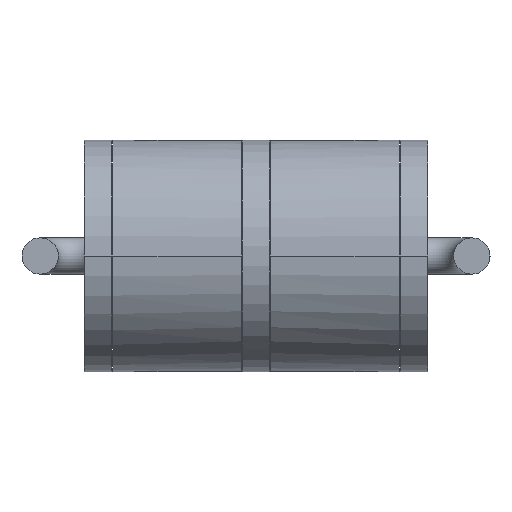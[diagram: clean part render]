
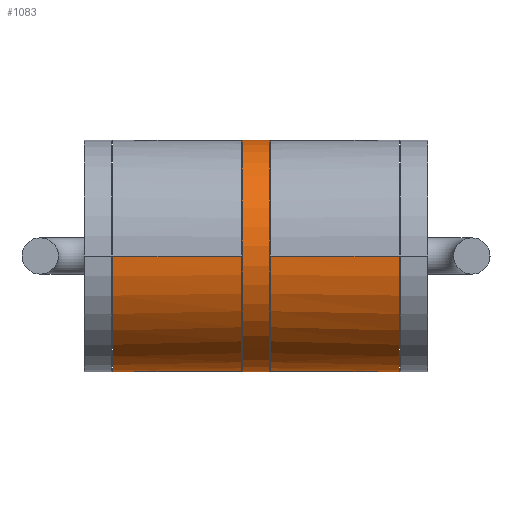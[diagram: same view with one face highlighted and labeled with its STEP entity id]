
A CAD part, left-side view. The second image highlights one B-rep face of the part: STEP entity #1083.
In plain terms, the highlighted cylindrical face has radius 2.55 mm (diameter 5.1 mm), a partial arc.
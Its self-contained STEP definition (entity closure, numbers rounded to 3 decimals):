
#24=CARTESIAN_POINT('',(2.518,0.,-0.4));
#25=CARTESIAN_POINT('',(2.518,-0.023,-0.4));
#26=CARTESIAN_POINT('',(2.519,-0.069,
-0.396));
#27=CARTESIAN_POINT('',(2.522,-0.137,
-0.378));
#28=CARTESIAN_POINT('',(2.526,-0.201,
-0.348));
#29=CARTESIAN_POINT('',(2.531,-0.258,
-0.308));
#30=CARTESIAN_POINT('',(2.537,-0.308,
-0.258));
#31=CARTESIAN_POINT('',(2.542,-0.348,
-0.201));
#32=CARTESIAN_POINT('',(2.547,-0.378,
-0.137));
#33=CARTESIAN_POINT('',(2.549,-0.396,
-0.069));
#34=CARTESIAN_POINT('',(2.55,-0.4,-0.023));
#35=CARTESIAN_POINT('',(2.55,-0.4,0.));
#72=CARTESIAN_POINT('',(2.55,0.4,0.));
#73=CARTESIAN_POINT('',(2.55,0.4,-0.023));
#74=CARTESIAN_POINT('',(2.549,0.396,-0.069));
#75=CARTESIAN_POINT('',(2.547,0.378,-0.137));
#76=CARTESIAN_POINT('',(2.542,0.348,-0.201));
#77=CARTESIAN_POINT('',(2.537,0.308,-0.258));
#78=CARTESIAN_POINT('',(2.531,0.258,-0.308));
#79=CARTESIAN_POINT('',(2.526,0.201,-0.348));
#80=CARTESIAN_POINT('',(2.522,0.137,-0.378));
#81=CARTESIAN_POINT('',(2.519,0.069,-0.396));
#82=CARTESIAN_POINT('',(2.518,0.023,-0.4));
#83=CARTESIAN_POINT('',(2.518,0.,-0.4));
#89=CARTESIAN_POINT('',(0.,3.15,0.));
#90=DIRECTION('',(0.,-1.,0.));
#91=DIRECTION('',(-1.,0.,0.));
#92=AXIS2_PLACEMENT_3D('',#89,#90,#91);
#94=CARTESIAN_POINT('',(0.,0.3,0.));
#95=DIRECTION('',(0.,1.,0.));
#96=DIRECTION('',(0.988,0.,-0.157));
#97=AXIS2_PLACEMENT_3D('',#94,#95,#96);
#99=DIRECTION('',(0.,1.,0.));
#100=VECTOR('',#99,0.3);
#101=CARTESIAN_POINT('',(2.518,0.,0.4));
#102=LINE('',#101,#100);
#103=DIRECTION('',(0.,-1.,0.));
#104=VECTOR('',#103,0.3);
#105=CARTESIAN_POINT('',(2.518,0.,0.4));
#106=LINE('',#105,#104);
#107=CARTESIAN_POINT('',(0.,-0.3,0.));
#108=DIRECTION('',(0.,-1.,0.));
#109=DIRECTION('',(0.988,0.,0.157));
#110=AXIS2_PLACEMENT_3D('',#107,#108,#109);
#112=CARTESIAN_POINT('',(0.,-0.325,0.));
#113=DIRECTION('',(0.,-1.,0.));
#114=DIRECTION('',(-1.,0.,0.));
#115=AXIS2_PLACEMENT_3D('',#112,#113,#114);
#117=DIRECTION('',(0.,-1.,0.));
#118=VECTOR('',#117,2.75);
#119=CARTESIAN_POINT('',(2.55,3.15,0.));
#120=LINE('',#119,#118);
#121=DIRECTION('',(0.,-1.,0.));
#122=VECTOR('',#121,2.825);
#123=CARTESIAN_POINT('',(-2.55,3.15,0.));
#124=LINE('',#123,#122);
#135=DIRECTION('',(0.,-1.,0.));
#136=VECTOR('',#135,2.75);
#137=CARTESIAN_POINT('',(2.55,-0.4,0.));
#138=LINE('',#137,#136);
#139=DIRECTION('',(0.,-1.,0.));
#140=VECTOR('',#139,2.825);
#141=CARTESIAN_POINT('',(-2.55,-0.325,0.));
#142=LINE('',#141,#140);
#250=DIRECTION('',(0.,1.,0.));
#251=VECTOR('',#250,0.025);
#252=CARTESIAN_POINT('',(2.518,0.3,-0.4));
#253=LINE('',#252,#251);
#258=DIRECTION('',(0.,-1.,0.));
#259=VECTOR('',#258,0.025);
#260=CARTESIAN_POINT('',(2.518,-0.3,-0.4));
#261=LINE('',#260,#259);
#490=CARTESIAN_POINT('',(0.,0.325,0.));
#491=DIRECTION('',(0.,-1.,0.));
#492=DIRECTION('',(-1.,0.,0.));
#493=AXIS2_PLACEMENT_3D('',#490,#491,#492);
#744=CARTESIAN_POINT('',(0.,-3.15,0.));
#745=DIRECTION('',(0.,-1.,0.));
#746=DIRECTION('',(-1.,0.,0.));
#747=AXIS2_PLACEMENT_3D('',#744,#745,#746);
#783=CARTESIAN_POINT('',(-2.55,-0.325,0.));
#784=CARTESIAN_POINT('',(-2.55,-3.15,0.));
#785=VERTEX_POINT('',#783);
#786=VERTEX_POINT('',#784);
#799=CARTESIAN_POINT('',(-2.55,3.15,0.));
#800=CARTESIAN_POINT('',(-2.55,0.325,0.));
#801=VERTEX_POINT('',#799);
#802=VERTEX_POINT('',#800);
#823=CARTESIAN_POINT('',(2.55,3.15,0.));
#824=VERTEX_POINT('',#823);
#825=CARTESIAN_POINT('',(2.55,-3.15,0.));
#826=VERTEX_POINT('',#825);
#875=CARTESIAN_POINT('',(2.518,0.3,-0.4));
#876=CARTESIAN_POINT('',(2.518,0.325,-0.4));
#877=VERTEX_POINT('',#875);
#878=VERTEX_POINT('',#876);
#879=CARTESIAN_POINT('',(2.518,0.,0.4));
#880=CARTESIAN_POINT('',(2.518,0.3,0.4));
#881=VERTEX_POINT('',#879);
#882=VERTEX_POINT('',#880);
#885=CARTESIAN_POINT('',(2.518,-0.3,-0.4));
#886=CARTESIAN_POINT('',(2.518,-0.325,-0.4));
#887=VERTEX_POINT('',#885);
#888=VERTEX_POINT('',#886);
#889=CARTESIAN_POINT('',(2.518,-0.3,0.4));
#891=VERTEX_POINT('',#889);
#957=CARTESIAN_POINT('',(2.55,-0.4,0.));
#958=VERTEX_POINT('',#957);
#959=CARTESIAN_POINT('',(2.55,0.4,0.));
#960=VERTEX_POINT('',#959);
#961=VERTEX_POINT('',#83);
#1046=CARTESIAN_POINT('',(0.,0.,0.));
#1047=DIRECTION('',(0.,-1.,0.));
#1048=DIRECTION('',(-1.,0.,0.));
#1049=AXIS2_PLACEMENT_3D('',#1046,#1047,#1048);
#1050=CYLINDRICAL_SURFACE('',#1049,2.55);
#1051=ORIENTED_EDGE('',*,*,#1022,.F.);
#1052=ORIENTED_EDGE('',*,*,#1040,.F.);
#1054=ORIENTED_EDGE('',*,*,#1053,.F.);
#1056=ORIENTED_EDGE('',*,*,#1055,.F.);
#1058=ORIENTED_EDGE('',*,*,#1057,.T.);
#1060=ORIENTED_EDGE('',*,*,#1059,.T.);
#1062=ORIENTED_EDGE('',*,*,#1061,.F.);
#1064=ORIENTED_EDGE('',*,*,#1063,.T.);
#1066=ORIENTED_EDGE('',*,*,#1065,.F.);
#1068=ORIENTED_EDGE('',*,*,#1067,.T.);
#1070=ORIENTED_EDGE('',*,*,#1069,.T.);
#1072=ORIENTED_EDGE('',*,*,#1071,.T.);
#1074=ORIENTED_EDGE('',*,*,#1073,.F.);
#1076=ORIENTED_EDGE('',*,*,#1075,.T.);
#1078=ORIENTED_EDGE('',*,*,#1077,.T.);
#1080=ORIENTED_EDGE('',*,*,#1079,.F.);
#1081=EDGE_LOOP('',(#1051,#1052,#1054,#1056,#1058,#1060,#1062,#1064,#1066,#1068,
#1070,#1072,#1074,#1076,#1078,#1080));
#1082=FACE_OUTER_BOUND('',#1081,.F.);
#36=B_SPLINE_CURVE_WITH_KNOTS('',3,(#24,#25,#26,#27,#28,#29,#30,#31,#32,#33,#34,
#35),.UNSPECIFIED.,.F.,.F.,(4,1,1,1,1,1,1,1,1,4),(0.,0.111,
0.222,0.333,0.444,0.556,
0.667,0.778,0.889,1.),.UNSPECIFIED.);
#84=B_SPLINE_CURVE_WITH_KNOTS('',3,(#72,#73,#74,#75,#76,#77,#78,#79,#80,#81,#82,
#83),.UNSPECIFIED.,.F.,.F.,(4,1,1,1,1,1,1,1,1,4),(0.,0.111,
0.222,0.333,0.444,0.556,
0.667,0.778,0.889,1.),.UNSPECIFIED.);
#93=CIRCLE('',#92,2.55);
#98=CIRCLE('',#97,2.55);
#111=CIRCLE('',#110,2.55);
#116=CIRCLE('',#115,2.55);
#494=CIRCLE('',#493,2.55);
#748=CIRCLE('',#747,2.55);
#1022=EDGE_CURVE('',#961,#958,#36,.T.);
#1040=EDGE_CURVE('',#960,#961,#84,.T.);
#1053=EDGE_CURVE('',#824,#960,#120,.T.);
#1055=EDGE_CURVE('',#801,#824,#93,.T.);
#1057=EDGE_CURVE('',#801,#802,#124,.T.);
#1059=EDGE_CURVE('',#802,#878,#494,.T.);
#1061=EDGE_CURVE('',#877,#878,#253,.T.);
#1063=EDGE_CURVE('',#877,#882,#98,.T.);
#1065=EDGE_CURVE('',#881,#882,#102,.T.);
#1067=EDGE_CURVE('',#881,#891,#106,.T.);
#1069=EDGE_CURVE('',#891,#887,#111,.T.);
#1071=EDGE_CURVE('',#887,#888,#261,.T.);
#1073=EDGE_CURVE('',#785,#888,#116,.T.);
#1075=EDGE_CURVE('',#785,#786,#142,.T.);
#1077=EDGE_CURVE('',#786,#826,#748,.T.);
#1079=EDGE_CURVE('',#958,#826,#138,.T.);
#1083=ADVANCED_FACE('',(#1082),#1050,.T.);
